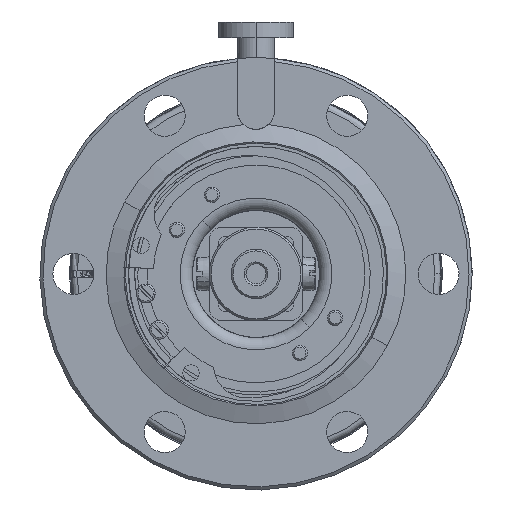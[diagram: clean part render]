
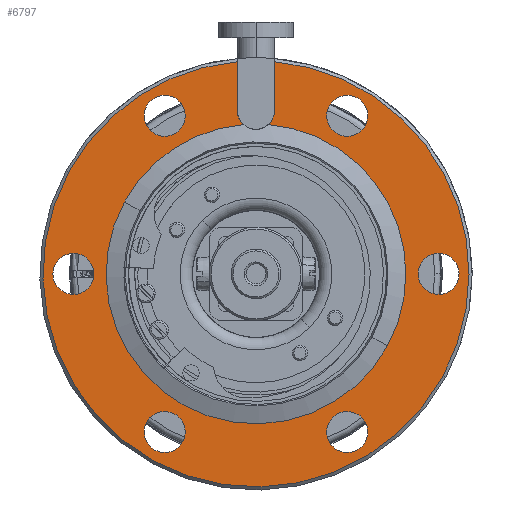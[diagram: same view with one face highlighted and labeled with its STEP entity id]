
A CAD part, left-side view. The second image highlights one B-rep face of the part: STEP entity #6797.
In plain terms, the highlighted planar face has unit normal (-1, 0, 0).
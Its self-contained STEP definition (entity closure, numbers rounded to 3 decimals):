
#6321=AXIS2_PLACEMENT_3D('Circle Axis2P3D',#6319,#6320,$) ;
#6359=AXIS2_PLACEMENT_3D('Circle Axis2P3D',#6357,#6358,$) ;
#6371=AXIS2_PLACEMENT_3D('Circle Axis2P3D',#6369,#6370,$) ;
#6402=AXIS2_PLACEMENT_3D('Circle Axis2P3D',#6400,#6401,$) ;
#6414=AXIS2_PLACEMENT_3D('Circle Axis2P3D',#6412,#6413,$) ;
#6445=AXIS2_PLACEMENT_3D('Circle Axis2P3D',#6443,#6444,$) ;
#6457=AXIS2_PLACEMENT_3D('Circle Axis2P3D',#6455,#6456,$) ;
#6488=AXIS2_PLACEMENT_3D('Circle Axis2P3D',#6486,#6487,$) ;
#6500=AXIS2_PLACEMENT_3D('Circle Axis2P3D',#6498,#6499,$) ;
#6531=AXIS2_PLACEMENT_3D('Circle Axis2P3D',#6529,#6530,$) ;
#6543=AXIS2_PLACEMENT_3D('Circle Axis2P3D',#6541,#6542,$) ;
#6574=AXIS2_PLACEMENT_3D('Circle Axis2P3D',#6572,#6573,$) ;
#6586=AXIS2_PLACEMENT_3D('Circle Axis2P3D',#6584,#6585,$) ;
#6603=AXIS2_PLACEMENT_3D('Circle Axis2P3D',#6601,#6602,$) ;
#6623=AXIS2_PLACEMENT_3D('Circle Axis2P3D',#6621,#6622,$) ;
#6726=AXIS2_PLACEMENT_3D('Plane Axis2P3D',#6723,#6724,#6725) ;
#6730=AXIS2_PLACEMENT_3D('Circle Axis2P3D',#6728,#6729,$) ;
#6737=AXIS2_PLACEMENT_3D('Circle Axis2P3D',#6735,#6736,$) ;
#6744=AXIS2_PLACEMENT_3D('Circle Axis2P3D',#6742,#6743,$) ;
#6751=AXIS2_PLACEMENT_3D('Circle Axis2P3D',#6749,#6750,$) ;
#6758=AXIS2_PLACEMENT_3D('Circle Axis2P3D',#6756,#6757,$) ;
#6316=CARTESIAN_POINT('Vertex',(0.,-30.057,-16.42)) ;
#6319=CARTESIAN_POINT('Axis2P3D Location',(0.,0.,0.)) ;
#6323=CARTESIAN_POINT('Vertex',(0.,30.057,16.42)) ;
#6347=CARTESIAN_POINT('Vertex',(0.,-26.454,1.582)) ;
#6354=CARTESIAN_POINT('Vertex',(0.,-32.246,-1.582)) ;
#6357=CARTESIAN_POINT('Axis2P3D Location',(0.,-29.35,0.)) ;
#6369=CARTESIAN_POINT('Axis2P3D Location',(0.,-29.35,0.)) ;
#6390=CARTESIAN_POINT('Vertex',(0.,-17.571,-27.)) ;
#6397=CARTESIAN_POINT('Vertex',(0.,-11.779,-23.836)) ;
#6400=CARTESIAN_POINT('Axis2P3D Location',(0.,-14.675,-25.418)) ;
#6412=CARTESIAN_POINT('Axis2P3D Location',(0.,-14.675,-25.418)) ;
#6433=CARTESIAN_POINT('Vertex',(0.,11.779,-27.)) ;
#6440=CARTESIAN_POINT('Vertex',(0.,17.571,-23.836)) ;
#6443=CARTESIAN_POINT('Axis2P3D Location',(0.,14.675,-25.418)) ;
#6455=CARTESIAN_POINT('Axis2P3D Location',(0.,14.675,-25.418)) ;
#6476=CARTESIAN_POINT('Vertex',(0.,26.454,-1.582)) ;
#6483=CARTESIAN_POINT('Vertex',(0.,32.246,1.582)) ;
#6486=CARTESIAN_POINT('Axis2P3D Location',(0.,29.35,0.)) ;
#6498=CARTESIAN_POINT('Axis2P3D Location',(0.,29.35,0.)) ;
#6519=CARTESIAN_POINT('Vertex',(0.,11.779,23.836)) ;
#6526=CARTESIAN_POINT('Vertex',(0.,17.571,27.)) ;
#6529=CARTESIAN_POINT('Axis2P3D Location',(0.,14.675,25.418)) ;
#6541=CARTESIAN_POINT('Axis2P3D Location',(0.,14.675,25.418)) ;
#6562=CARTESIAN_POINT('Vertex',(0.,-17.571,23.836)) ;
#6569=CARTESIAN_POINT('Vertex',(0.,-11.779,27.)) ;
#6572=CARTESIAN_POINT('Axis2P3D Location',(0.,-14.675,25.418)) ;
#6584=CARTESIAN_POINT('Axis2P3D Location',(0.,-14.675,25.418)) ;
#6601=CARTESIAN_POINT('Axis2P3D Location',(0.,0.,0.)) ;
#6605=CARTESIAN_POINT('Vertex',(0.,-3.,34.118)) ;
#6621=CARTESIAN_POINT('Axis2P3D Location',(0.,0.,0.)) ;
#6625=CARTESIAN_POINT('Vertex',(0.,3.,34.118)) ;
#6646=CARTESIAN_POINT('Line Origine',(0.,3.,30.184)) ;
#6650=CARTESIAN_POINT('Vertex',(0.,3.,26.25)) ;
#6707=CARTESIAN_POINT('Vertex',(0.,-3.,26.25)) ;
#6710=CARTESIAN_POINT('Line Origine',(0.,-3.,30.184)) ;
#6723=CARTESIAN_POINT('Axis2P3D Location',(0.,24.1,0.)) ;
#6728=CARTESIAN_POINT('Axis2P3D Location',(0.,0.,26.25)) ;
#6732=CARTESIAN_POINT('Vertex',(0.,-2.003,24.017)) ;
#6735=CARTESIAN_POINT('Axis2P3D Location',(0.,0.,0.)) ;
#6739=CARTESIAN_POINT('Vertex',(0.,-21.15,-11.554)) ;
#6742=CARTESIAN_POINT('Axis2P3D Location',(0.,0.,0.)) ;
#6746=CARTESIAN_POINT('Vertex',(0.,21.15,11.554)) ;
#6749=CARTESIAN_POINT('Axis2P3D Location',(0.,0.,0.)) ;
#6753=CARTESIAN_POINT('Vertex',(0.,2.003,24.017)) ;
#6756=CARTESIAN_POINT('Axis2P3D Location',(0.,0.,26.25)) ;
#6320=DIRECTION('Axis2P3D Direction',(1.,0.,0.)) ;
#6358=DIRECTION('Axis2P3D Direction',(1.,0.,-0.)) ;
#6370=DIRECTION('Axis2P3D Direction',(1.,0.,-0.)) ;
#6401=DIRECTION('Axis2P3D Direction',(1.,0.,-0.)) ;
#6413=DIRECTION('Axis2P3D Direction',(1.,0.,-0.)) ;
#6444=DIRECTION('Axis2P3D Direction',(1.,0.,0.)) ;
#6456=DIRECTION('Axis2P3D Direction',(1.,0.,0.)) ;
#6487=DIRECTION('Axis2P3D Direction',(1.,0.,0.)) ;
#6499=DIRECTION('Axis2P3D Direction',(1.,0.,0.)) ;
#6530=DIRECTION('Axis2P3D Direction',(1.,0.,0.)) ;
#6542=DIRECTION('Axis2P3D Direction',(1.,0.,0.)) ;
#6573=DIRECTION('Axis2P3D Direction',(1.,-0.,0.)) ;
#6585=DIRECTION('Axis2P3D Direction',(1.,-0.,0.)) ;
#6602=DIRECTION('Axis2P3D Direction',(1.,0.,0.)) ;
#6622=DIRECTION('Axis2P3D Direction',(1.,0.,0.)) ;
#6647=DIRECTION('Vector Direction',(0.,0.,1.)) ;
#6711=DIRECTION('Vector Direction',(0.,0.,-1.)) ;
#6724=DIRECTION('Axis2P3D Direction',(1.,0.,0.)) ;
#6725=DIRECTION('Axis2P3D XDirection',(0.,1.,0.)) ;
#6729=DIRECTION('Axis2P3D Direction',(1.,0.,0.)) ;
#6736=DIRECTION('Axis2P3D Direction',(1.,0.,0.)) ;
#6743=DIRECTION('Axis2P3D Direction',(1.,0.,0.)) ;
#6750=DIRECTION('Axis2P3D Direction',(1.,0.,0.)) ;
#6757=DIRECTION('Axis2P3D Direction',(1.,0.,0.)) ;
#6648=VECTOR('Line Direction',#6647,1.) ;
#6712=VECTOR('Line Direction',#6711,1.) ;
#6762=ORIENTED_EDGE('',*,*,#6714,.F.) ;
#6763=ORIENTED_EDGE('',*,*,#6734,.F.) ;
#6764=ORIENTED_EDGE('',*,*,#6741,.T.) ;
#6765=ORIENTED_EDGE('',*,*,#6748,.T.) ;
#6766=ORIENTED_EDGE('',*,*,#6755,.T.) ;
#6767=ORIENTED_EDGE('',*,*,#6760,.F.) ;
#6768=ORIENTED_EDGE('',*,*,#6652,.F.) ;
#6769=ORIENTED_EDGE('',*,*,#6627,.F.) ;
#6770=ORIENTED_EDGE('',*,*,#6325,.F.) ;
#6771=ORIENTED_EDGE('',*,*,#6607,.F.) ;
#6774=ORIENTED_EDGE('',*,*,#6373,.T.) ;
#6775=ORIENTED_EDGE('',*,*,#6361,.T.) ;
#6778=ORIENTED_EDGE('',*,*,#6416,.T.) ;
#6779=ORIENTED_EDGE('',*,*,#6404,.T.) ;
#6782=ORIENTED_EDGE('',*,*,#6459,.T.) ;
#6783=ORIENTED_EDGE('',*,*,#6447,.T.) ;
#6786=ORIENTED_EDGE('',*,*,#6502,.T.) ;
#6787=ORIENTED_EDGE('',*,*,#6490,.T.) ;
#6790=ORIENTED_EDGE('',*,*,#6545,.T.) ;
#6791=ORIENTED_EDGE('',*,*,#6533,.T.) ;
#6794=ORIENTED_EDGE('',*,*,#6588,.T.) ;
#6795=ORIENTED_EDGE('',*,*,#6576,.T.) ;
#6776=FACE_BOUND('',#6773,.T.) ;
#6780=FACE_BOUND('',#6777,.T.) ;
#6784=FACE_BOUND('',#6781,.T.) ;
#6788=FACE_BOUND('',#6785,.T.) ;
#6792=FACE_BOUND('',#6789,.T.) ;
#6796=FACE_BOUND('',#6793,.T.) ;
#6797=ADVANCED_FACE('Hauptk\X2\00F6\X0\rper',(#6772,#6776,#6780,#6784,#6788,#6792,#6796),#6727,.F.) ;
#6322=CIRCLE('generated circle',#6321,34.25) ;
#6360=CIRCLE('generated circle',#6359,3.3) ;
#6372=CIRCLE('generated circle',#6371,3.3) ;
#6403=CIRCLE('generated circle',#6402,3.3) ;
#6415=CIRCLE('generated circle',#6414,3.3) ;
#6446=CIRCLE('generated circle',#6445,3.3) ;
#6458=CIRCLE('generated circle',#6457,3.3) ;
#6489=CIRCLE('generated circle',#6488,3.3) ;
#6501=CIRCLE('generated circle',#6500,3.3) ;
#6532=CIRCLE('generated circle',#6531,3.3) ;
#6544=CIRCLE('generated circle',#6543,3.3) ;
#6575=CIRCLE('generated circle',#6574,3.3) ;
#6587=CIRCLE('generated circle',#6586,3.3) ;
#6604=CIRCLE('generated circle',#6603,34.25) ;
#6624=CIRCLE('generated circle',#6623,34.25) ;
#6731=CIRCLE('generated circle',#6730,3.) ;
#6738=CIRCLE('generated circle',#6737,24.1) ;
#6745=CIRCLE('generated circle',#6744,24.1) ;
#6752=CIRCLE('generated circle',#6751,24.1) ;
#6759=CIRCLE('generated circle',#6758,3.) ;
#6325=EDGE_CURVE('',#6317,#6324,#6322,.T.) ;
#6361=EDGE_CURVE('',#6348,#6355,#6360,.T.) ;
#6373=EDGE_CURVE('',#6355,#6348,#6372,.T.) ;
#6404=EDGE_CURVE('',#6391,#6398,#6403,.T.) ;
#6416=EDGE_CURVE('',#6398,#6391,#6415,.T.) ;
#6447=EDGE_CURVE('',#6434,#6441,#6446,.T.) ;
#6459=EDGE_CURVE('',#6441,#6434,#6458,.T.) ;
#6490=EDGE_CURVE('',#6477,#6484,#6489,.T.) ;
#6502=EDGE_CURVE('',#6484,#6477,#6501,.T.) ;
#6533=EDGE_CURVE('',#6520,#6527,#6532,.T.) ;
#6545=EDGE_CURVE('',#6527,#6520,#6544,.T.) ;
#6576=EDGE_CURVE('',#6563,#6570,#6575,.T.) ;
#6588=EDGE_CURVE('',#6570,#6563,#6587,.T.) ;
#6607=EDGE_CURVE('',#6606,#6317,#6604,.T.) ;
#6627=EDGE_CURVE('',#6324,#6626,#6624,.T.) ;
#6652=EDGE_CURVE('',#6626,#6651,#6649,.F.) ;
#6714=EDGE_CURVE('',#6708,#6606,#6713,.F.) ;
#6734=EDGE_CURVE('',#6733,#6708,#6731,.F.) ;
#6741=EDGE_CURVE('',#6733,#6740,#6738,.T.) ;
#6748=EDGE_CURVE('',#6740,#6747,#6745,.T.) ;
#6755=EDGE_CURVE('',#6747,#6754,#6752,.T.) ;
#6760=EDGE_CURVE('',#6651,#6754,#6759,.F.) ;
#6761=EDGE_LOOP('',(#6762,#6763,#6764,#6765,#6766,#6767,#6768,#6769,#6770,#6771)) ;
#6773=EDGE_LOOP('',(#6774,#6775)) ;
#6777=EDGE_LOOP('',(#6778,#6779)) ;
#6781=EDGE_LOOP('',(#6782,#6783)) ;
#6785=EDGE_LOOP('',(#6786,#6787)) ;
#6789=EDGE_LOOP('',(#6790,#6791)) ;
#6793=EDGE_LOOP('',(#6794,#6795)) ;
#6772=FACE_OUTER_BOUND('',#6761,.T.) ;
#6649=LINE('Line',#6646,#6648) ;
#6713=LINE('Line',#6710,#6712) ;
#6727=PLANE('',#6726) ;
#6317=VERTEX_POINT('',#6316) ;
#6324=VERTEX_POINT('',#6323) ;
#6348=VERTEX_POINT('',#6347) ;
#6355=VERTEX_POINT('',#6354) ;
#6391=VERTEX_POINT('',#6390) ;
#6398=VERTEX_POINT('',#6397) ;
#6434=VERTEX_POINT('',#6433) ;
#6441=VERTEX_POINT('',#6440) ;
#6477=VERTEX_POINT('',#6476) ;
#6484=VERTEX_POINT('',#6483) ;
#6520=VERTEX_POINT('',#6519) ;
#6527=VERTEX_POINT('',#6526) ;
#6563=VERTEX_POINT('',#6562) ;
#6570=VERTEX_POINT('',#6569) ;
#6606=VERTEX_POINT('',#6605) ;
#6626=VERTEX_POINT('',#6625) ;
#6651=VERTEX_POINT('',#6650) ;
#6708=VERTEX_POINT('',#6707) ;
#6733=VERTEX_POINT('',#6732) ;
#6740=VERTEX_POINT('',#6739) ;
#6747=VERTEX_POINT('',#6746) ;
#6754=VERTEX_POINT('',#6753) ;
